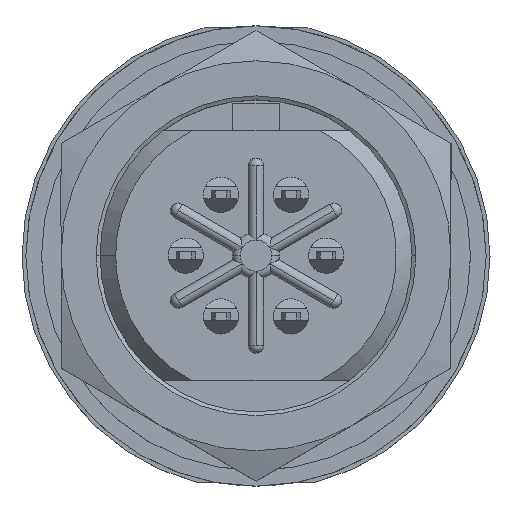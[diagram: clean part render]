
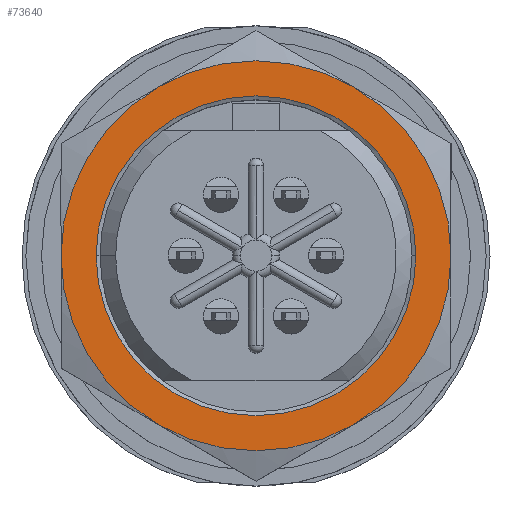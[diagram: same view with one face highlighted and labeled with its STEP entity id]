
A CAD part, top view. The second image highlights one B-rep face of the part: STEP entity #73640.
In plain terms, the highlighted planar face has unit normal (0, 0, 1).
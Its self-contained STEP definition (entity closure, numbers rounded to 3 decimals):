
#72750=CARTESIAN_POINT('',(-4.475,0.103,5.15));
#72760=VERTEX_POINT('',#72750);
#72790=CARTESIAN_POINT('',(-0.375,0.103,5.15));
#72800=DIRECTION('',(0.,0.,1.));
#72810=DIRECTION('',(-1.,0.,0.));
#72820=AXIS2_PLACEMENT_3D('',#72790,#72800,#72810);
#72830=CIRCLE('',#72820,4.1);
#72840=CARTESIAN_POINT('',(3.725,0.103,5.15));
#72850=VERTEX_POINT('',#72840);
#72860=EDGE_CURVE('',#72850,#72760,#72830,.T.);
#72980=CARTESIAN_POINT('',(-6.375,7.032,5.15));
#72990=DIRECTION('',(0.,0.,1.));
#73000=DIRECTION('',(-1.,0.,0.));
#73010=AXIS2_PLACEMENT_3D('',#72980,#72990,#73000);
#73020=PLANE('',#73010);
#73030=CARTESIAN_POINT('',(-0.375,0.103,5.15));
#73040=DIRECTION('',(0.,0.,-1.));
#73050=DIRECTION('',(0.,-1.,0.));
#73060=AXIS2_PLACEMENT_3D('',#73030,#73040,#73050);
#73070=CIRCLE('',#73060,5.);
#73080=CARTESIAN_POINT('',(2.125,4.433,
5.15));
#73090=VERTEX_POINT('',#73080);
#73100=CARTESIAN_POINT('',(4.625,0.103,5.15));
#73110=VERTEX_POINT('',#73100);
#73120=EDGE_CURVE('',#73090,#73110,#73070,.T.);
#73130=ORIENTED_EDGE('',*,*,#73120,.F.);
#73140=CARTESIAN_POINT('',(-0.375,0.103,5.15));
#73150=DIRECTION('',(0.,0.,-1.));
#73160=DIRECTION('',(0.,-1.,0.));
#73170=AXIS2_PLACEMENT_3D('',#73140,#73150,#73160);
#73180=CIRCLE('',#73170,5.);
#73190=CARTESIAN_POINT('',(2.125,-4.227,
5.15));
#73200=VERTEX_POINT('',#73190);
#73210=EDGE_CURVE('',#73110,#73200,#73180,.T.);
#73220=ORIENTED_EDGE('',*,*,#73210,.F.);
#73230=CARTESIAN_POINT('',(-0.375,0.103,5.15));
#73240=DIRECTION('',(0.,0.,-1.));
#73250=DIRECTION('',(1.,0.,0.));
#73260=AXIS2_PLACEMENT_3D('',#73230,#73240,#73250);
#73270=CIRCLE('',#73260,5.);
#73280=CARTESIAN_POINT('',(-2.875,-4.227,
5.15));
#73290=VERTEX_POINT('',#73280);
#73300=EDGE_CURVE('',#73200,#73290,#73270,.T.);
#73310=ORIENTED_EDGE('',*,*,#73300,.F.);
#73320=CARTESIAN_POINT('',(-0.375,0.103,5.15));
#73330=DIRECTION('',(0.,0.,-1.));
#73340=DIRECTION('',(1.,0.,0.));
#73350=AXIS2_PLACEMENT_3D('',#73320,#73330,#73340);
#73360=CIRCLE('',#73350,5.);
#73370=CARTESIAN_POINT('',(-5.375,0.103,5.15));
#73380=VERTEX_POINT('',#73370);
#73390=EDGE_CURVE('',#73290,#73380,#73360,.T.);
#73400=ORIENTED_EDGE('',*,*,#73390,.F.);
#73410=CARTESIAN_POINT('',(-0.375,0.103,5.15));
#73420=DIRECTION('',(0.,0.,-1.));
#73430=DIRECTION('',(1.,0.,0.));
#73440=AXIS2_PLACEMENT_3D('',#73410,#73420,#73430);
#73450=CIRCLE('',#73440,5.);
#73460=CARTESIAN_POINT('',(-2.875,4.433,5.15));
#73470=VERTEX_POINT('',#73460);
#73480=EDGE_CURVE('',#73380,#73470,#73450,.T.);
#73490=ORIENTED_EDGE('',*,*,#73480,.F.);
#73500=CARTESIAN_POINT('',(-0.375,0.103,5.15));
#73510=DIRECTION('',(0.,0.,-1.));
#73520=DIRECTION('',(1.,0.,0.));
#73530=AXIS2_PLACEMENT_3D('',#73500,#73510,#73520);
#73540=CIRCLE('',#73530,5.);
#73550=EDGE_CURVE('',#73470,#73090,#73540,.T.);
#73560=ORIENTED_EDGE('',*,*,#73550,.F.);
#73570=EDGE_LOOP('',(#73560,#73490,#73400,#73310,#73220,#73130));
#73580=FACE_OUTER_BOUND('',#73570,.T.);
#73590=EDGE_CURVE('',#72760,#72850,#72830,.T.);
#73600=ORIENTED_EDGE('',*,*,#73590,.F.);
#73610=ORIENTED_EDGE('',*,*,#72860,.F.);
#73620=EDGE_LOOP('',(#73610,#73600));
#73630=FACE_BOUND('',#73620,.T.);
#73640=ADVANCED_FACE('',(#73580,#73630),#73020,.T.);
